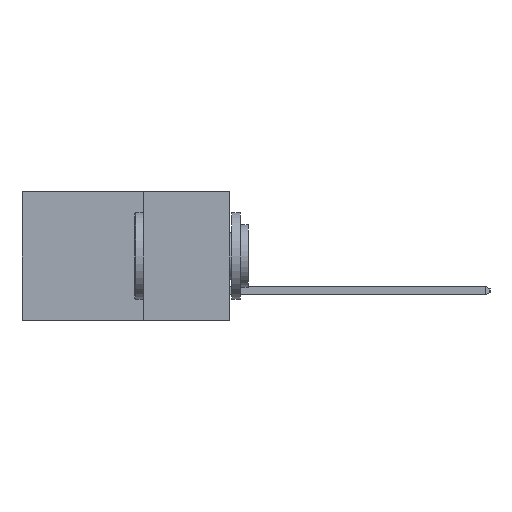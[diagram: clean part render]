
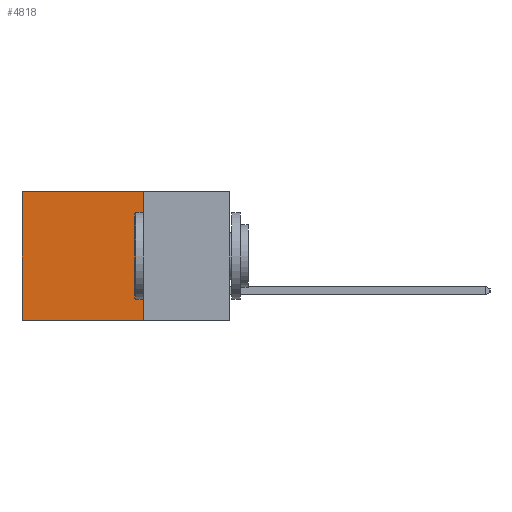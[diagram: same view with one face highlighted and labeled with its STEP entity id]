
A CAD part, left-side view. The second image highlights one B-rep face of the part: STEP entity #4818.
In plain terms, the highlighted planar face has unit normal (-1, 0, 0).
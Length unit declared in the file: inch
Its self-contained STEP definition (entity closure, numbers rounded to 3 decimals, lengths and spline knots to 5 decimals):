
#1023 = LINE ( 'NONE', #1301, #8435 ) ;
#1161 = ORIENTED_EDGE ( 'NONE', *, *, #8811, .T. ) ;
#1301 = CARTESIAN_POINT ( 'NONE',  ( 0.2615, 0.25, -0.37 ) ) ;
#1337 = CARTESIAN_POINT ( 'NONE',  ( 0.2615, 0.25, 0. ) ) ;
#1412 = CARTESIAN_POINT ( 'NONE',  ( 0.2615, 0.25, 0. ) ) ;
#1471 = ORIENTED_EDGE ( 'NONE', *, *, #2776, .T. ) ;
#1922 = VERTEX_POINT ( 'NONE', #2236 ) ;
#2236 = CARTESIAN_POINT ( 'NONE',  ( 0.2615, 0.25, -0.37 ) ) ;
#2263 = DIRECTION ( 'NONE',  ( 0., 1., 0. ) ) ;
#2561 = CARTESIAN_POINT ( 'NONE',  ( 0.2615, 0.6, -0.37 ) ) ;
#2776 = EDGE_CURVE ( 'NONE', #9484, #7645, #5870, .T. ) ;
#2905 = CARTESIAN_POINT ( 'NONE',  ( 0.2615, 0.6, 0. ) ) ;
#3234 = CARTESIAN_POINT ( 'NONE',  ( 0.2615, 0.6, -0.37 ) ) ;
#3578 = DIRECTION ( 'NONE',  ( 0., 0., -1. ) ) ;
#3640 = LINE ( 'NONE', #5897, #6450 ) ;
#3797 = VERTEX_POINT ( 'NONE', #3234 ) ;
#3840 = ORIENTED_EDGE ( 'NONE', *, *, #8702, .F. ) ;
#4511 = DIRECTION ( 'NONE',  ( 1., 0., 0. ) ) ;
#4667 = PLANE ( 'NONE',  #6307 ) ;
#4818 = ADVANCED_FACE ( 'NONE', ( #8727 ), #4667, .F. ) ;
#4924 = CARTESIAN_POINT ( 'NONE',  ( 0.2615, 0.25, -0.37 ) ) ;
#5055 = VECTOR ( 'NONE', #10116, 39.37008 ) ;
#5728 = EDGE_CURVE ( 'NONE', #9484, #1922, #3640, .T. ) ;
#5870 = LINE ( 'NONE', #1412, #8044 ) ;
#5897 = CARTESIAN_POINT ( 'NONE',  ( 0.2615, 0.25, -0.37 ) ) ;
#6307 = AXIS2_PLACEMENT_3D ( 'NONE', #4924, #4511, #3578 ) ;
#6450 = VECTOR ( 'NONE', #12280, 39.37008 ) ;
#7189 = EDGE_LOOP ( 'NONE', ( #1161, #3840, #11270, #1471 ) ) ;
#7645 = VERTEX_POINT ( 'NONE', #2905 ) ;
#8044 = VECTOR ( 'NONE', #2263, 39.37008 ) ;
#8112 = DIRECTION ( 'NONE',  ( 0., 1., 0. ) ) ;
#8435 = VECTOR ( 'NONE', #8112, 39.37008 ) ;
#8702 = EDGE_CURVE ( 'NONE', #1922, #3797, #1023, .T. ) ;
#8727 = FACE_OUTER_BOUND ( 'NONE', #7189, .T. ) ;
#8811 = EDGE_CURVE ( 'NONE', #7645, #3797, #9714, .T. ) ;
#9484 = VERTEX_POINT ( 'NONE', #1337 ) ;
#9714 = LINE ( 'NONE', #2561, #5055 ) ;
#10116 = DIRECTION ( 'NONE',  ( 0., 0., -1. ) ) ;
#11270 = ORIENTED_EDGE ( 'NONE', *, *, #5728, .F. ) ;
#12280 = DIRECTION ( 'NONE',  ( 0., 0., -1. ) ) ;
